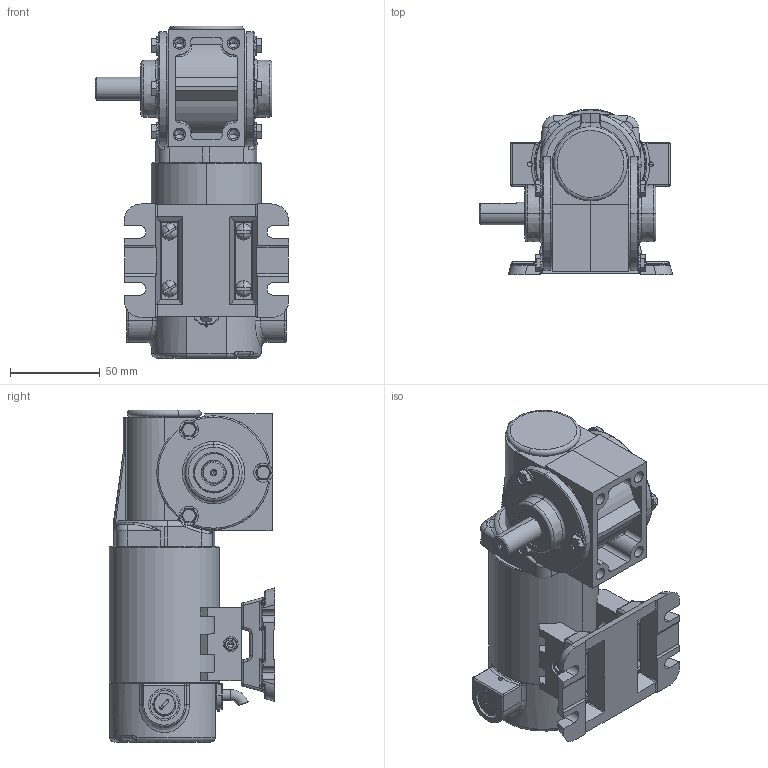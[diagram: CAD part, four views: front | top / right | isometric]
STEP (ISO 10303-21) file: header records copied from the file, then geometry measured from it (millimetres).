
FILE_DESCRIPTION (( 'STEP AP203' ), '1' );
FILE_NAME ('INFM0119.STEP', '2013-03-25T22:50:02', ( 'Admin' ), ( 'Bodine Electric Company' ), 'SwSTEP 2.0', 'SolidWorks 2012', '' );
FILE_SCHEMA (( 'CONFIG_CONTROL_DESIGN' ));
Length unit declared in the file: inch
Products named in the file (1): INFM0119
Bounding box: 107.63 x 92.22 x 184.91 mm (x, y, z)
Volume: 680708.4 mm3; surface area: 144956.1 mm2
Topology: 39 solids, 40 shells, 1985 faces, 4606 edges, 2691 vertices
Faces by surface type: plane 772, cylinder 618, cone 211, torus 172, bspline 152, sphere 60
Entity records: 63790 total; most frequent: CARTESIAN_POINT 20320, DIRECTION 9268, ORIENTED_EDGE 9052, EDGE_CURVE 4526, AXIS2_PLACEMENT_3D 3682, VERTEX_POINT 2691, EDGE_LOOP 2101, FACE_OUTER_BOUND 1985
